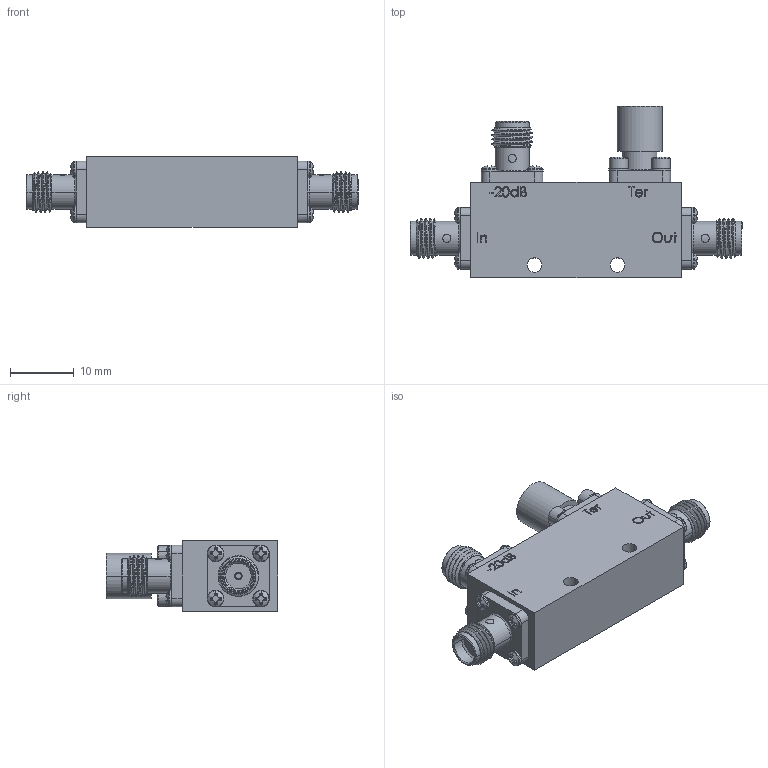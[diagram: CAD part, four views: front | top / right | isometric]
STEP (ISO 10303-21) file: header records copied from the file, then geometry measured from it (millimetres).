
FILE_DESCRIPTION (( 'STEP AP214' ), '1' );
FILE_NAME ('PE2CP1110 - FMCP1110.step', '2020-05-18T18:44:09', ( '' ), ( '' ), 'SwSTEP 2.0', 'SolidWorks 2018', '' );
FILE_SCHEMA (( 'AUTOMOTIVE_DESIGN' ));
Length unit declared in the file: inch
Products named in the file (1): PE2CP1110 - FMCP1110
Bounding box: 52.05 x 26.94 x 11 mm (x, y, z)
Volume: 6778.4 mm3; surface area: 3986 mm2
Topology: 1 solids, 19 shells, 965 faces, 2467 edges, 1597 vertices
Faces by surface type: plane 439, cylinder 245, cone 140, bspline 133, torus 8
Entity records: 40349 total; most frequent: CARTESIAN_POINT 18709, ORIENTED_EDGE 4934, DIRECTION 3900, EDGE_CURVE 2467, VERTEX_POINT 1597, AXIS2_PLACEMENT_3D 1431, LINE 1038, VECTOR 1038
